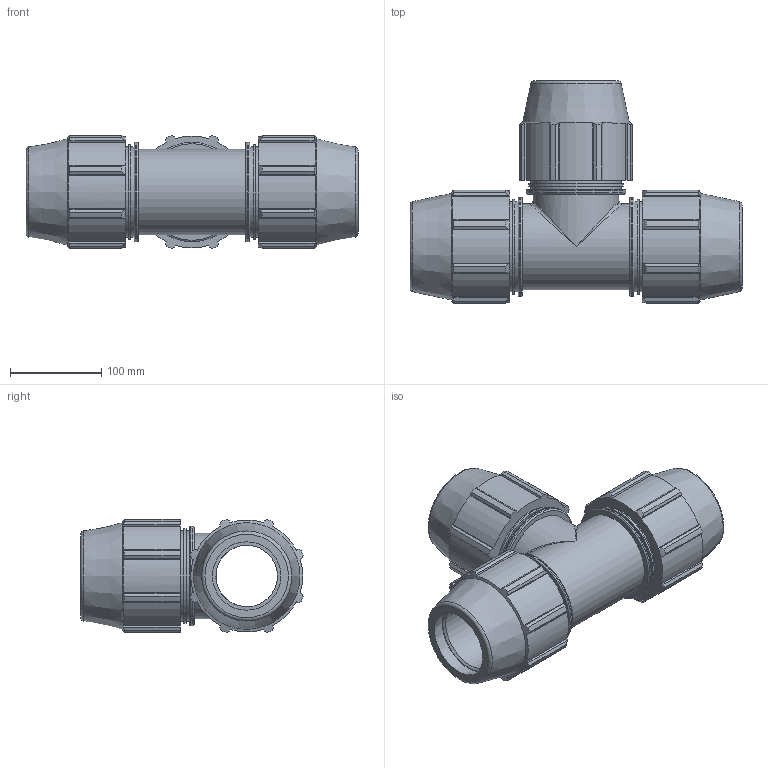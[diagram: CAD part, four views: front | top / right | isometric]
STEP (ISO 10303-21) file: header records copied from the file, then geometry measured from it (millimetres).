
FILE_DESCRIPTION(/* description */ ('PLASSON TEE 75-75-75'),/* implementation_level */ '2;1');
FILE_NAME(/* name */ '870400075_180400075_840406075.ipt.stp',/* time_stamp */ '2018-03-25T20:10:25+03:00',/* author */ ('KIM'),/* organization */ (''),/* preprocessor_version */ 'ST-DEVELOPER v15.6',/* originating_system */ 'Autodesk Inventor 2015',/* authorisation */ '');
FILE_SCHEMA (('AUTOMOTIVE_DESIGN { 1 0 10303 214 3 1 1 }'));
Length unit declared in the file: millimetre
Products named in the file (1): 870400075_180400075_840406075
Bounding box: 364 x 244.1 x 124.2 mm (x, y, z)
Volume: 2642836.6 mm3; surface area: 339639.1 mm2
Topology: 1 solids, 1 shells, 226 faces, 603 edges, 396 vertices
Faces by surface type: plane 120, cylinder 67, cone 28, torus 9, bspline 2
Full cylindrical faces by diameter (mm): 67.5 x2, 75 x3, 94.05 x2, 99 x6, 103.95 x3, 108.9 x3
Entity records: 6782 total; most frequent: CARTESIAN_POINT 1445, DIRECTION 1094, ORIENTED_EDGE 1092, EDGE_CURVE 546, AXIS2_PLACEMENT_3D 403, VERTEX_POINT 384, EDGE_LOOP 292, LINE 288
